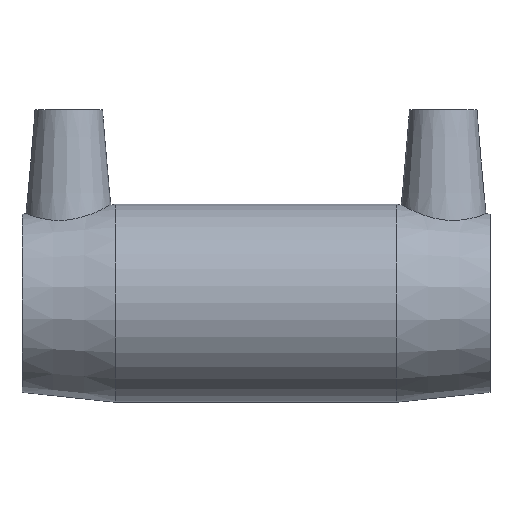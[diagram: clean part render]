
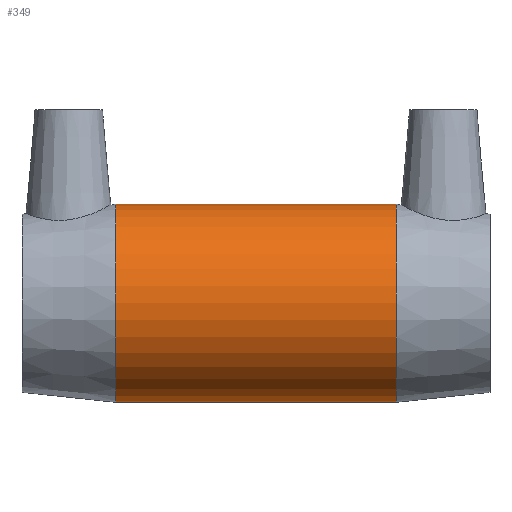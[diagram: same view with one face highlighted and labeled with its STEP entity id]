
A CAD part, top view. The second image highlights one B-rep face of the part: STEP entity #349.
In plain terms, the highlighted cylindrical face has radius 22 mm (diameter 44 mm), a full revolution.
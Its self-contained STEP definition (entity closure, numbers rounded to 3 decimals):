
#47=FACE_BOUND('',#155,.T.);
#48=FACE_BOUND('',#156,.T.);
#79=CIRCLE('',#395,22.);
#80=CIRCLE('',#396,22.);
#110=FACE_OUTER_BOUND('',#154,.T.);
#154=EDGE_LOOP('',(#286));
#155=EDGE_LOOP('',(#287));
#156=EDGE_LOOP('',(#288));
#191=B_SPLINE_CURVE_WITH_KNOTS('',3,(#597,#598,#599,#600,#601,#602,#603,
#604,#605,#606,#607,#608,#609,#610,#611,#612,#613,#614,#615,#616,#617,#618,
#619,#620,#621,#622,#623,#624,#625,#626,#627,#628,#629,#630,#631,#632,#633,
#634,#635,#636,#637,#638,#639,#640,#641,#642,#643,#644,#645,#646),
 .UNSPECIFIED.,.T.,.F.,(4,2,2,2,2,2,2,2,2,2,2,2,2,2,2,2,2,2,2,2,2,2,2,2,
4),(0.,0.243,0.485,0.97,1.453,
1.694,1.936,2.177,2.418,2.901,
3.386,3.629,3.871,4.114,4.356,
4.841,5.324,5.565,5.807,6.048,
6.289,6.772,7.257,7.5,7.742),
 .UNSPECIFIED.);
#197=VERTEX_POINT('',#596);
#210=VERTEX_POINT('',#751);
#211=VERTEX_POINT('',#753);
#229=EDGE_CURVE('',#197,#197,#191,.T.);
#242=EDGE_CURVE('',#210,#210,#79,.T.);
#243=EDGE_CURVE('',#211,#211,#80,.T.);
#286=ORIENTED_EDGE('',*,*,#242,.F.);
#287=ORIENTED_EDGE('',*,*,#229,.T.);
#288=ORIENTED_EDGE('',*,*,#243,.T.);
#328=CYLINDRICAL_SURFACE('',#394,22.);
#349=ADVANCED_FACE('',(#110,#47,#48),#328,.T.);
#394=AXIS2_PLACEMENT_3D('',#750,#482,#483);
#395=AXIS2_PLACEMENT_3D('',#752,#484,#485);
#396=AXIS2_PLACEMENT_3D('',#754,#486,#487);
#482=DIRECTION('center_axis',(1.,0.,0.));
#483=DIRECTION('ref_axis',(0.,1.,0.));
#484=DIRECTION('center_axis',(1.,0.,0.));
#485=DIRECTION('ref_axis',(0.,0.,-1.));
#486=DIRECTION('center_axis',(1.,0.,0.));
#487=DIRECTION('ref_axis',(0.,0.,-1.));
#596=CARTESIAN_POINT('',(0.,-12.5,-18.104));
#597=CARTESIAN_POINT('Ctrl Pts',(0.,-12.5,-18.104));
#598=CARTESIAN_POINT('Ctrl Pts',(0.808,-12.5,-18.104));
#599=CARTESIAN_POINT('Ctrl Pts',(1.636,-12.42,-18.16));
#600=CARTESIAN_POINT('Ctrl Pts',(3.267,-12.094,-18.378));
#601=CARTESIAN_POINT('Ctrl Pts',(4.07,-11.848,-18.541));
#602=CARTESIAN_POINT('Ctrl Pts',(6.367,-10.884,-19.134));
#603=CARTESIAN_POINT('Ctrl Pts',(7.747,-9.931,-19.667));
#604=CARTESIAN_POINT('Ctrl Pts',(9.925,-7.752,-20.623));
#605=CARTESIAN_POINT('Ctrl Pts',(10.883,-6.371,-21.116));
#606=CARTESIAN_POINT('Ctrl Pts',(11.849,-4.068,-21.635));
#607=CARTESIAN_POINT('Ctrl Pts',(12.095,-3.263,-21.772));
#608=CARTESIAN_POINT('Ctrl Pts',(12.421,-1.631,-21.955));
#609=CARTESIAN_POINT('Ctrl Pts',(12.5,-0.804,-22.));
#610=CARTESIAN_POINT('Ctrl Pts',(12.5,0.804,-22.));
#611=CARTESIAN_POINT('Ctrl Pts',(12.421,1.631,-21.955));
#612=CARTESIAN_POINT('Ctrl Pts',(12.095,3.263,-21.772));
#613=CARTESIAN_POINT('Ctrl Pts',(11.849,4.068,-21.635));
#614=CARTESIAN_POINT('Ctrl Pts',(10.883,6.371,-21.116));
#615=CARTESIAN_POINT('Ctrl Pts',(9.925,7.752,-20.623));
#616=CARTESIAN_POINT('Ctrl Pts',(7.747,9.931,-19.667));
#617=CARTESIAN_POINT('Ctrl Pts',(6.367,10.884,-19.134));
#618=CARTESIAN_POINT('Ctrl Pts',(4.07,11.848,-18.541));
#619=CARTESIAN_POINT('Ctrl Pts',(3.267,12.094,-18.378));
#620=CARTESIAN_POINT('Ctrl Pts',(1.636,12.42,-18.16));
#621=CARTESIAN_POINT('Ctrl Pts',(0.808,12.5,-18.104));
#622=CARTESIAN_POINT('Ctrl Pts',(-0.808,12.5,-18.104));
#623=CARTESIAN_POINT('Ctrl Pts',(-1.636,12.42,-18.16));
#624=CARTESIAN_POINT('Ctrl Pts',(-3.267,12.094,-18.378));
#625=CARTESIAN_POINT('Ctrl Pts',(-4.07,11.848,-18.541));
#626=CARTESIAN_POINT('Ctrl Pts',(-6.367,10.884,-19.134));
#627=CARTESIAN_POINT('Ctrl Pts',(-7.747,9.931,-19.667));
#628=CARTESIAN_POINT('Ctrl Pts',(-9.925,7.752,-20.623));
#629=CARTESIAN_POINT('Ctrl Pts',(-10.883,6.371,-21.116));
#630=CARTESIAN_POINT('Ctrl Pts',(-11.849,4.068,-21.635));
#631=CARTESIAN_POINT('Ctrl Pts',(-12.095,3.263,-21.772));
#632=CARTESIAN_POINT('Ctrl Pts',(-12.421,1.631,-21.955));
#633=CARTESIAN_POINT('Ctrl Pts',(-12.5,0.804,-22.));
#634=CARTESIAN_POINT('Ctrl Pts',(-12.5,-0.804,-22.));
#635=CARTESIAN_POINT('Ctrl Pts',(-12.421,-1.631,-21.955));
#636=CARTESIAN_POINT('Ctrl Pts',(-12.095,-3.263,-21.772));
#637=CARTESIAN_POINT('Ctrl Pts',(-11.849,-4.068,-21.635));
#638=CARTESIAN_POINT('Ctrl Pts',(-10.883,-6.371,-21.116));
#639=CARTESIAN_POINT('Ctrl Pts',(-9.925,-7.752,-20.623));
#640=CARTESIAN_POINT('Ctrl Pts',(-7.747,-9.931,-19.667));
#641=CARTESIAN_POINT('Ctrl Pts',(-6.367,-10.884,-19.134));
#642=CARTESIAN_POINT('Ctrl Pts',(-4.07,-11.848,-18.541));
#643=CARTESIAN_POINT('Ctrl Pts',(-3.267,-12.094,-18.378));
#644=CARTESIAN_POINT('Ctrl Pts',(-1.636,-12.42,-18.16));
#645=CARTESIAN_POINT('Ctrl Pts',(-0.808,-12.5,-18.104));
#646=CARTESIAN_POINT('Ctrl Pts',(0.,-12.5,-18.104));
#750=CARTESIAN_POINT('Origin',(0.,0.,0.));
#751=CARTESIAN_POINT('',(31.2,22.,0.));
#752=CARTESIAN_POINT('Origin',(31.2,0.,0.));
#753=CARTESIAN_POINT('',(-31.2,22.,0.));
#754=CARTESIAN_POINT('Origin',(-31.2,0.,0.));
